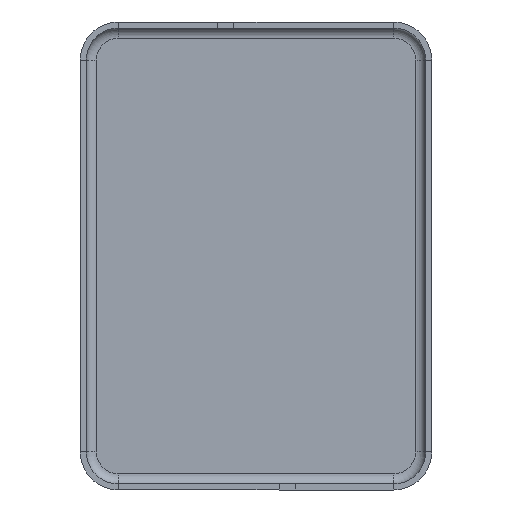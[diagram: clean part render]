
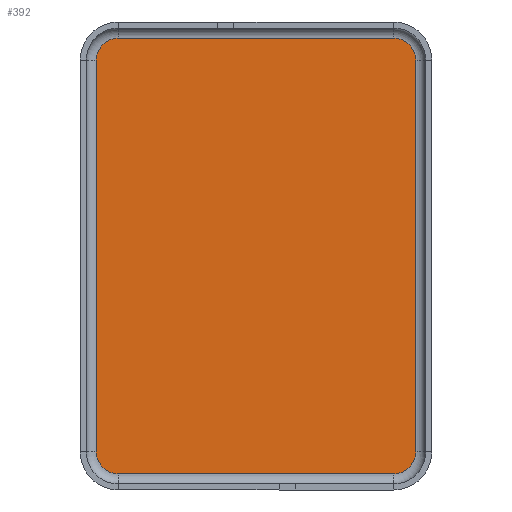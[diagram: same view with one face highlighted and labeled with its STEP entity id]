
A CAD part, front view. The second image highlights one B-rep face of the part: STEP entity #392.
In plain terms, the highlighted planar face has unit normal (0, -1, 0).
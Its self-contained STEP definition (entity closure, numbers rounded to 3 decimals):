
#23 = DIRECTION ( 'NONE',  ( -1., 0., 0. ) ) ;
#30 = CARTESIAN_POINT ( 'NONE',  ( 6.85, -0.3, -10.85 ) ) ;
#34 = CARTESIAN_POINT ( 'NONE',  ( -7.95, -0.3, 9.75 ) ) ;
#59 = DIRECTION ( 'NONE',  ( 0., 1., 0. ) ) ;
#72 = VERTEX_POINT ( 'NONE', #357 ) ;
#125 = CARTESIAN_POINT ( 'NONE',  ( -7.95, -0.3, -9.75 ) ) ;
#128 = ORIENTED_EDGE ( 'NONE', *, *, #539, .F. ) ;
#150 = VERTEX_POINT ( 'NONE', #34 ) ;
#166 = DIRECTION ( 'NONE',  ( 0., 0., 1. ) ) ;
#201 = CARTESIAN_POINT ( 'NONE',  ( 6.85, -0.3, 10.85 ) ) ;
#232 = CARTESIAN_POINT ( 'NONE',  ( 7.95, -0.3, 9.75 ) ) ;
#250 = LINE ( 'NONE', #676, #783 ) ;
#260 = VERTEX_POINT ( 'NONE', #491 ) ;
#267 = CARTESIAN_POINT ( 'NONE',  ( -6.85, -0.3, 9.75 ) ) ;
#285 = VECTOR ( 'NONE', #1218, 1000. ) ;
#304 = CARTESIAN_POINT ( 'NONE',  ( 6.85, -0.3, -10.85 ) ) ;
#314 = DIRECTION ( 'NONE',  ( 0., 0., 1. ) ) ;
#352 = DIRECTION ( 'NONE',  ( 0., 0., 1. ) ) ;
#357 = CARTESIAN_POINT ( 'NONE',  ( 7.95, -0.3, 9.75 ) ) ;
#360 = DIRECTION ( 'NONE',  ( 0., 1., 0. ) ) ;
#367 = AXIS2_PLACEMENT_3D ( 'NONE', #421, #517, #628 ) ;
#369 = DIRECTION ( 'NONE',  ( 0., 0., 1. ) ) ;
#371 = LINE ( 'NONE', #232, #285 ) ;
#392 = ADVANCED_FACE ( 'NONE', ( #557 ), #643, .T. ) ;
#393 = CARTESIAN_POINT ( 'NONE',  ( 6.85, -0.3, -9.75 ) ) ;
#414 = DIRECTION ( 'NONE',  ( 1., 0., 0. ) ) ;
#421 = CARTESIAN_POINT ( 'NONE',  ( 6.85, -0.3, 9.75 ) ) ;
#456 = DIRECTION ( 'NONE',  ( 0., 0., 1. ) ) ;
#481 = VERTEX_POINT ( 'NONE', #304 ) ;
#491 = CARTESIAN_POINT ( 'NONE',  ( -6.85, -0.3, -10.85 ) ) ;
#514 = EDGE_LOOP ( 'NONE', ( #128, #1283, #1212, #1096, #935, #533, #1161, #1281 ) ) ;
#517 = DIRECTION ( 'NONE',  ( 0., -1., 0. ) ) ;
#520 = VERTEX_POINT ( 'NONE', #669 ) ;
#533 = ORIENTED_EDGE ( 'NONE', *, *, #1292, .F. ) ;
#539 = EDGE_CURVE ( 'NONE', #674, #72, #978, .T. ) ;
#557 = FACE_OUTER_BOUND ( 'NONE', #514, .T. ) ;
#595 = LINE ( 'NONE', #30, #830 ) ;
#607 = EDGE_CURVE ( 'NONE', #787, #150, #250, .T. ) ;
#624 = VERTEX_POINT ( 'NONE', #795 ) ;
#628 = DIRECTION ( 'NONE',  ( 0., 0., -1. ) ) ;
#643 = PLANE ( 'NONE',  #367 ) ;
#669 = CARTESIAN_POINT ( 'NONE',  ( 7.95, -0.3, -9.75 ) ) ;
#674 = VERTEX_POINT ( 'NONE', #201 ) ;
#676 = CARTESIAN_POINT ( 'NONE',  ( -7.95, -0.3, -9.75 ) ) ;
#679 = AXIS2_PLACEMENT_3D ( 'NONE', #393, #1293, #166 ) ;
#688 = CIRCLE ( 'NONE', #679, 1.1 ) ;
#709 = CARTESIAN_POINT ( 'NONE',  ( -6.85, -0.3, -9.75 ) ) ;
#783 = VECTOR ( 'NONE', #456, 1000. ) ;
#787 = VERTEX_POINT ( 'NONE', #125 ) ;
#795 = CARTESIAN_POINT ( 'NONE',  ( -6.85, -0.3, 10.85 ) ) ;
#814 = EDGE_CURVE ( 'NONE', #150, #624, #1186, .T. ) ;
#822 = AXIS2_PLACEMENT_3D ( 'NONE', #709, #360, #352 ) ;
#830 = VECTOR ( 'NONE', #23, 1000. ) ;
#870 = EDGE_CURVE ( 'NONE', #520, #481, #688, .T. ) ;
#935 = ORIENTED_EDGE ( 'NONE', *, *, #1284, .F. ) ;
#978 = CIRCLE ( 'NONE', #1190, 1.1 ) ;
#1000 = DIRECTION ( 'NONE',  ( 0., 1., 0. ) ) ;
#1024 = EDGE_CURVE ( 'NONE', #624, #674, #1294, .T. ) ;
#1096 = ORIENTED_EDGE ( 'NONE', *, *, #607, .F. ) ;
#1097 = CARTESIAN_POINT ( 'NONE',  ( 6.85, -0.3, 9.75 ) ) ;
#1159 = EDGE_CURVE ( 'NONE', #72, #520, #371, .T. ) ;
#1161 = ORIENTED_EDGE ( 'NONE', *, *, #870, .F. ) ;
#1186 = CIRCLE ( 'NONE', #1393, 1.1 ) ;
#1190 = AXIS2_PLACEMENT_3D ( 'NONE', #1097, #1000, #314 ) ;
#1212 = ORIENTED_EDGE ( 'NONE', *, *, #814, .F. ) ;
#1218 = DIRECTION ( 'NONE',  ( 0., 0., -1. ) ) ;
#1281 = ORIENTED_EDGE ( 'NONE', *, *, #1159, .F. ) ;
#1283 = ORIENTED_EDGE ( 'NONE', *, *, #1024, .F. ) ;
#1284 = EDGE_CURVE ( 'NONE', #260, #787, #1383, .T. ) ;
#1292 = EDGE_CURVE ( 'NONE', #481, #260, #595, .T. ) ;
#1293 = DIRECTION ( 'NONE',  ( 0., 1., 0. ) ) ;
#1294 = LINE ( 'NONE', #1423, #1335 ) ;
#1335 = VECTOR ( 'NONE', #414, 1000. ) ;
#1383 = CIRCLE ( 'NONE', #822, 1.1 ) ;
#1393 = AXIS2_PLACEMENT_3D ( 'NONE', #267, #59, #369 ) ;
#1423 = CARTESIAN_POINT ( 'NONE',  ( -6.85, -0.3, 10.85 ) ) ;
